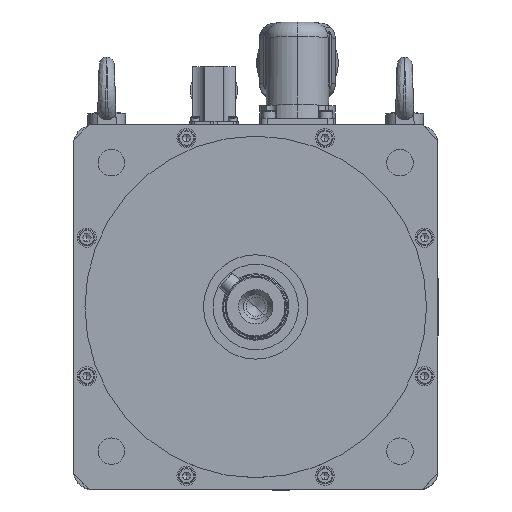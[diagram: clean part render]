
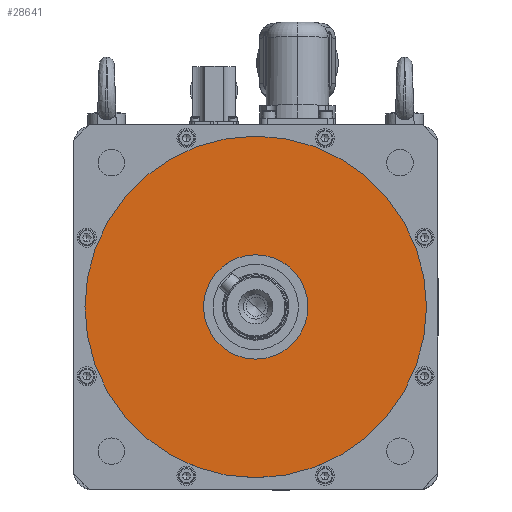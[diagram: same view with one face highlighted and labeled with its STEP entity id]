
A CAD part, top view. The second image highlights one B-rep face of the part: STEP entity #28641.
In plain terms, the highlighted planar face has unit normal (0, 0, 1).
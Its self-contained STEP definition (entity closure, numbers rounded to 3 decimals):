
#14811=CARTESIAN_POINT('',(-90.,0.,273.5));
#14812=VERTEX_POINT('',#14811);
#14828=CARTESIAN_POINT('',(90.,0.,273.5));
#14829=VERTEX_POINT('',#14828);
#14836=CARTESIAN_POINT('',(0.,0.,273.5));
#14837=DIRECTION('',(0.0,0.0,-1.0));
#14838=DIRECTION('',(-1.0,0.0,0.0));
#14839=AXIS2_PLACEMENT_3D('',#14836,#14837,#14838);
#14840=CIRCLE('',#14839,90.0);
#14841=EDGE_CURVE('',#14829,#14812,#14840,.T.);
#14935=CARTESIAN_POINT('',(27.5,0.,273.5));
#14936=VERTEX_POINT('',#14935);
#14945=CARTESIAN_POINT('',(-27.5,0.,273.5));
#14946=VERTEX_POINT('',#14945);
#14947=CARTESIAN_POINT('',(0.,0.,273.5));
#14948=DIRECTION('',(0.0,0.0,-1.0));
#14949=DIRECTION('',(1.0,0.0,0.0));
#14950=AXIS2_PLACEMENT_3D('',#14947,#14948,#14949);
#14951=CIRCLE('',#14950,27.5);
#14952=EDGE_CURVE('',#14946,#14936,#14951,.T.);
#28518=CARTESIAN_POINT('',(0.,0.,273.5));
#28519=DIRECTION('',(0.0,0.0,-1.0));
#28520=DIRECTION('',(1.0,0.0,0.0));
#28521=AXIS2_PLACEMENT_3D('',#28518,#28519,#28520);
#28522=CIRCLE('',#28521,27.5);
#28523=EDGE_CURVE('',#14936,#14946,#28522,.T.);
#28610=CARTESIAN_POINT('',(0.,0.,273.5));
#28611=DIRECTION('',(0.0,0.0,-1.0));
#28612=DIRECTION('',(-1.0,0.0,0.0));
#28613=AXIS2_PLACEMENT_3D('',#28610,#28611,#28612);
#28614=CIRCLE('',#28613,90.0);
#28615=EDGE_CURVE('',#14812,#14829,#28614,.T.);
#28628=CARTESIAN_POINT('',(0.,0.,273.5));
#28629=DIRECTION('',(0.0,0.0,-1.0));
#28630=DIRECTION('',(-1.0,0.0,0.0));
#28631=AXIS2_PLACEMENT_3D('',#28628,#28629,#28630);
#28632=PLANE('',#28631);
#28633=ORIENTED_EDGE('',*,*,#14841,.F.);
#28634=ORIENTED_EDGE('',*,*,#28615,.F.);
#28635=EDGE_LOOP('',(#28633,#28634));
#28636=FACE_OUTER_BOUND('',#28635,.T.);
#28637=ORIENTED_EDGE('',*,*,#14952,.T.);
#28638=ORIENTED_EDGE('',*,*,#28523,.T.);
#28639=EDGE_LOOP('',(#28637,#28638));
#28640=FACE_BOUND('',#28639,.T.);
#28641=ADVANCED_FACE('',(#28636,#28640),#28632,.F.);
